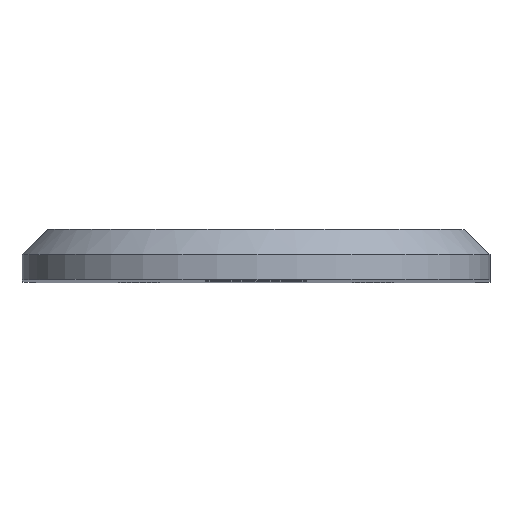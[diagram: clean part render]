
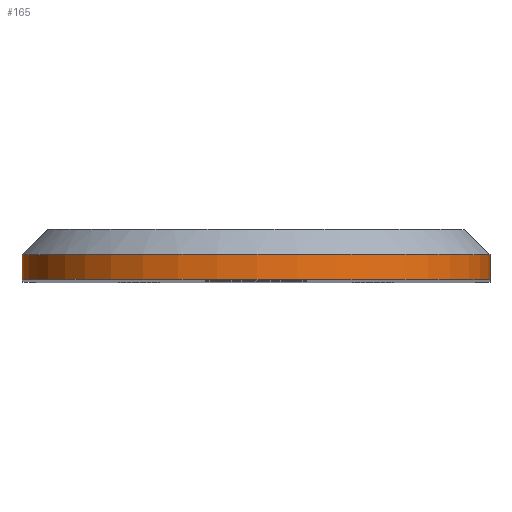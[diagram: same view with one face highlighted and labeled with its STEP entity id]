
A CAD part, top view. The second image highlights one B-rep face of the part: STEP entity #165.
In plain terms, the highlighted free-form (B-spline) face has degree [3, 1] with [4, 2] control points.
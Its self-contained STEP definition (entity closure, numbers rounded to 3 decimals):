
#2 = CARTESIAN_POINT ( 'NONE',  ( 7., -1.5, 35. ) ) ;
#11 = CARTESIAN_POINT ( 'NONE',  ( -7., -1.5, 23. ) ) ;
#16 = VECTOR ( 'NONE', #527, 1000. ) ;
#27 = CARTESIAN_POINT ( 'NONE',  ( -7., -0.75, 23. ) ) ;
#114 = CARTESIAN_POINT ( 'NONE',  ( -7., -1.5, 35. ) ) ;
#165 = ADVANCED_FACE ( 'NONE', ( #1565 ), #280, .F. ) ;
#254 = EDGE_CURVE ( 'NONE', #844, #1343, #793, .T. ) ;
#280 =( BOUNDED_SURFACE ( )  B_SPLINE_SURFACE ( 3, 1, ( 
 ( #1223, #836 ),
 ( #1083, #1318 ),
 ( #114, #1105 ),
 ( #863, #460 ) ),
 .UNSPECIFIED., .F., .F., .F. ) 
 B_SPLINE_SURFACE_WITH_KNOTS ( ( 4, 4 ),
 ( 2, 2 ),
 ( 0., 1. ),
 ( 0., 1. ),
 .UNSPECIFIED. ) 
 GEOMETRIC_REPRESENTATION_ITEM ( )  RATIONAL_B_SPLINE_SURFACE ( (
 ( 1., 1.),
 ( 0.333, 0.333),
 ( 0.333, 0.333),
 ( 1., 1.) ) ) 
 REPRESENTATION_ITEM ( '' )  SURFACE ( )  );
#282 = EDGE_LOOP ( 'NONE', ( #1228, #1362, #773, #642 ) ) ;
#293 =( BOUNDED_CURVE ( )  B_SPLINE_CURVE ( 3, ( #1482, #2, #994, #382 ),
 .UNSPECIFIED., .F., .T. ) 
 B_SPLINE_CURVE_WITH_KNOTS ( ( 4, 4 ),
 ( 3.142, 6.283 ),
 .UNSPECIFIED. ) 
 CURVE ( )  GEOMETRIC_REPRESENTATION_ITEM ( )  RATIONAL_B_SPLINE_CURVE ( ( 1., 0.333, 0.333, 1. ) ) 
 REPRESENTATION_ITEM ( '' )  );
#382 = CARTESIAN_POINT ( 'NONE',  ( -7., -1.5, 23. ) ) ;
#460 = CARTESIAN_POINT ( 'NONE',  ( -7., -0.75, 23. ) ) ;
#476 = EDGE_CURVE ( 'NONE', #1089, #1504, #543, .T. ) ;
#515 = CARTESIAN_POINT ( 'NONE',  ( 7., -0.75, 23. ) ) ;
#527 = DIRECTION ( 'NONE',  ( 0., 1., 0. ) ) ;
#543 = LINE ( 'NONE', #930, #1232 ) ;
#626 = CARTESIAN_POINT ( 'NONE',  ( 7., -0.75, 23. ) ) ;
#642 = ORIENTED_EDGE ( 'NONE', *, *, #1268, .F. ) ;
#664 = DIRECTION ( 'NONE',  ( 0., 1., 0. ) ) ;
#773 = ORIENTED_EDGE ( 'NONE', *, *, #476, .F. ) ;
#793 = LINE ( 'NONE', #1018, #16 ) ;
#836 = CARTESIAN_POINT ( 'NONE',  ( 7., -0.75, 23. ) ) ;
#844 = VERTEX_POINT ( 'NONE', #1283 ) ;
#847 = CARTESIAN_POINT ( 'NONE',  ( -7., -0.75, 35. ) ) ;
#863 = CARTESIAN_POINT ( 'NONE',  ( -7., -1.5, 23. ) ) ;
#875 = CARTESIAN_POINT ( 'NONE',  ( 7., -0.75, 35. ) ) ;
#883 = CARTESIAN_POINT ( 'NONE',  ( -7., -0.75, 23. ) ) ;
#930 = CARTESIAN_POINT ( 'NONE',  ( -7., -1.5, 23. ) ) ;
#994 = CARTESIAN_POINT ( 'NONE',  ( -7., -1.5, 35. ) ) ;
#1008 = EDGE_CURVE ( 'NONE', #1343, #1504, #1048, .T. ) ;
#1018 = CARTESIAN_POINT ( 'NONE',  ( 7., -1.5, 23. ) ) ;
#1048 =( BOUNDED_CURVE ( )  B_SPLINE_CURVE ( 3, ( #626, #875, #847, #883 ),
 .UNSPECIFIED., .F., .T. ) 
 B_SPLINE_CURVE_WITH_KNOTS ( ( 4, 4 ),
 ( 0., 1. ),
 .UNSPECIFIED. ) 
 CURVE ( )  GEOMETRIC_REPRESENTATION_ITEM ( )  RATIONAL_B_SPLINE_CURVE ( ( 1., 0.333, 0.333, 1. ) ) 
 REPRESENTATION_ITEM ( '' )  );
#1083 = CARTESIAN_POINT ( 'NONE',  ( 7., -1.5, 35. ) ) ;
#1089 = VERTEX_POINT ( 'NONE', #11 ) ;
#1105 = CARTESIAN_POINT ( 'NONE',  ( -7., -0.75, 35. ) ) ;
#1223 = CARTESIAN_POINT ( 'NONE',  ( 7., -1.5, 23. ) ) ;
#1228 = ORIENTED_EDGE ( 'NONE', *, *, #254, .T. ) ;
#1232 = VECTOR ( 'NONE', #664, 1000. ) ;
#1268 = EDGE_CURVE ( 'NONE', #844, #1089, #293, .T. ) ;
#1283 = CARTESIAN_POINT ( 'NONE',  ( 7., -1.5, 23. ) ) ;
#1318 = CARTESIAN_POINT ( 'NONE',  ( 7., -0.75, 35. ) ) ;
#1343 = VERTEX_POINT ( 'NONE', #515 ) ;
#1362 = ORIENTED_EDGE ( 'NONE', *, *, #1008, .T. ) ;
#1482 = CARTESIAN_POINT ( 'NONE',  ( 7., -1.5, 23. ) ) ;
#1504 = VERTEX_POINT ( 'NONE', #27 ) ;
#1565 = FACE_OUTER_BOUND ( 'NONE', #282, .T. ) ;
